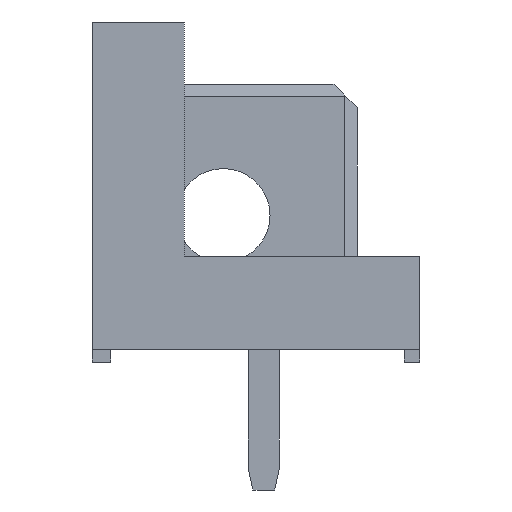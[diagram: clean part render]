
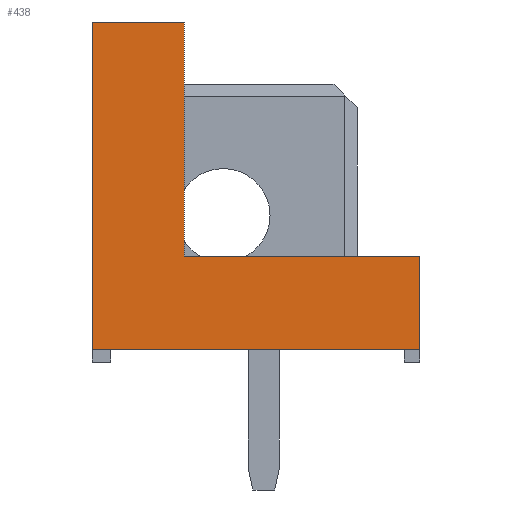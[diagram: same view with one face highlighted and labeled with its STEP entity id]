
A CAD part, left-side view. The second image highlights one B-rep face of the part: STEP entity #438.
In plain terms, the highlighted planar face has unit normal (-1, 0, 0).
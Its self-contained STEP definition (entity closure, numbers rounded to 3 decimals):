
#438 = ADVANCED_FACE( '', ( #901 ), #902, .F. );
#901 = FACE_OUTER_BOUND( '', #1401, .T. );
#902 = PLANE( '', #1402 );
#1401 = EDGE_LOOP( '', ( #2498, #2499, #2500, #2501, #2502, #2503 ) );
#1402 = AXIS2_PLACEMENT_3D( '', #2504, #2505, #2506 );
#2498 = ORIENTED_EDGE( '', *, *, #3127, .F. );
#2499 = ORIENTED_EDGE( '', *, *, #3593, .F. );
#2500 = ORIENTED_EDGE( '', *, *, #3363, .F. );
#2501 = ORIENTED_EDGE( '', *, *, #3594, .F. );
#2502 = ORIENTED_EDGE( '', *, *, #3190, .F. );
#2503 = ORIENTED_EDGE( '', *, *, #3595, .F. );
#2504 = CARTESIAN_POINT( '', ( -7.5, 0., 0. ) );
#2505 = DIRECTION( '', ( 1., 0., 0. ) );
#2506 = DIRECTION( '', ( 0., 0., -1. ) );
#3127 = EDGE_CURVE( '', #3733, #3734, #3735, .T. );
#3190 = EDGE_CURVE( '', #3846, #3848, #3849, .T. );
#3363 = EDGE_CURVE( '', #4148, #4150, #4151, .T. );
#3593 = EDGE_CURVE( '', #4150, #3733, #4471, .T. );
#3594 = EDGE_CURVE( '', #3848, #4148, #4472, .T. );
#3595 = EDGE_CURVE( '', #3734, #3846, #4473, .T. );
#3733 = VERTEX_POINT( '', #4627 );
#3734 = VERTEX_POINT( '', #4628 );
#3735 = LINE( '', #4629, #4630 );
#3846 = VERTEX_POINT( '', #4793 );
#3848 = VERTEX_POINT( '', #4796 );
#3849 = LINE( '', #4797, #4798 );
#4148 = VERTEX_POINT( '', #5240 );
#4150 = VERTEX_POINT( '', #5243 );
#4151 = LINE( '', #5244, #5245 );
#4471 = LINE( '', #5732, #5733 );
#4472 = LINE( '', #5734, #5735 );
#4473 = LINE( '', #5736, #5737 );
#4627 = CARTESIAN_POINT( '', ( -7.5, -3.775, -6.75 ) );
#4628 = CARTESIAN_POINT( '', ( -7.5, 6.725, -6.75 ) );
#4629 = CARTESIAN_POINT( '', ( -7.5, 0., -6.75 ) );
#4630 = VECTOR( '', #5964, 1000. );
#4793 = CARTESIAN_POINT( '', ( -7.5, 6.725, 3.75 ) );
#4796 = CARTESIAN_POINT( '', ( -7.5, 3.775, 3.75 ) );
#4797 = CARTESIAN_POINT( '', ( -7.5, 3.775, 3.75 ) );
#4798 = VECTOR( '', #6018, 1000. );
#5240 = CARTESIAN_POINT( '', ( -7.5, 3.775, -3.75 ) );
#5243 = CARTESIAN_POINT( '', ( -7.5, -3.775, -3.75 ) );
#5244 = CARTESIAN_POINT( '', ( -7.5, 3.775, -3.75 ) );
#5245 = VECTOR( '', #6163, 1000. );
#5732 = CARTESIAN_POINT( '', ( -7.5, -3.775, -7.15 ) );
#5733 = VECTOR( '', #6337, 1000. );
#5734 = CARTESIAN_POINT( '', ( -7.5, 3.775, 3.75 ) );
#5735 = VECTOR( '', #6338, 1000. );
#5736 = CARTESIAN_POINT( '', ( -7.5, 6.725, 3.75 ) );
#5737 = VECTOR( '', #6339, 1000. );
#5964 = DIRECTION( '', ( 0., 1., 0. ) );
#6018 = DIRECTION( '', ( 0., -1., 0. ) );
#6163 = DIRECTION( '', ( 0., -1., 0. ) );
#6337 = DIRECTION( '', ( 0., 0., -1. ) );
#6338 = DIRECTION( '', ( 0., 0., -1. ) );
#6339 = DIRECTION( '', ( 0., 0., 1. ) );
